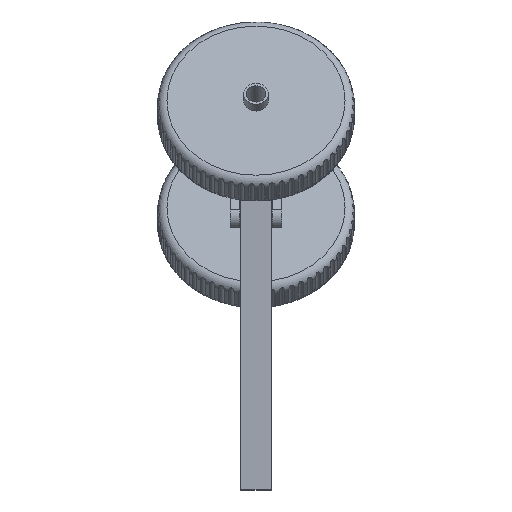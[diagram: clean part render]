
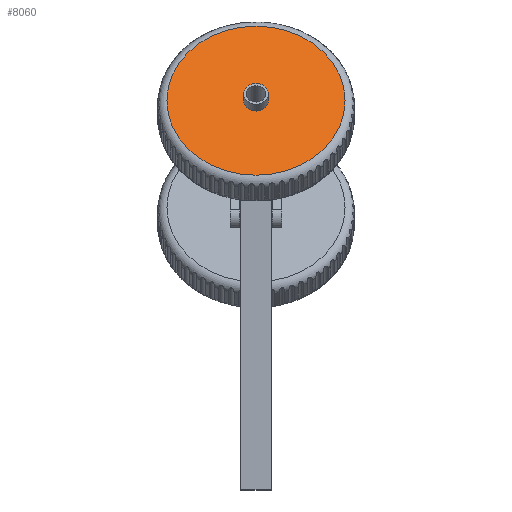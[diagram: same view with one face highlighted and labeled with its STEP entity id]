
A CAD part, top view. The second image highlights one B-rep face of the part: STEP entity #8060.
In plain terms, the highlighted face is planar.
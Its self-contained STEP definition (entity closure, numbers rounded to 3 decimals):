
#128=FACE_BOUND('',#1125,.T.);
#214=PLANE('',#8811);
#656=FACE_OUTER_BOUND('',#1124,.T.);
#1124=EDGE_LOOP('',(#7304));
#1125=EDGE_LOOP('',(#7305));
#1245=CIRCLE('',#8561,8.);
#1370=CIRCLE('',#8809,57.5);
#3412=VERTEX_POINT('',#28320);
#3656=VERTEX_POINT('',#31574);
#4506=EDGE_CURVE('',#3412,#3412,#1245,.T.);
#4872=EDGE_CURVE('',#3656,#3656,#1370,.T.);
#7304=ORIENTED_EDGE('',*,*,#4872,.F.);
#7305=ORIENTED_EDGE('',*,*,#4506,.T.);
#8060=ADVANCED_FACE('',(#656,#128),#214,.T.);
#8561=AXIS2_PLACEMENT_3D('',#28322,#10033,#10034);
#8809=AXIS2_PLACEMENT_3D('',#31575,#10650,#10651);
#8811=AXIS2_PLACEMENT_3D('',#31577,#10654,#10655);
#10033=DIRECTION('center_axis',(0.,-1.,0.));
#10034=DIRECTION('ref_axis',(-1.,0.,0.));
#10650=DIRECTION('center_axis',(0.,-1.,0.));
#10651=DIRECTION('ref_axis',(1.,0.,0.));
#10654=DIRECTION('center_axis',(0.,1.,0.));
#10655=DIRECTION('ref_axis',(1.,0.,0.));
#28320=CARTESIAN_POINT('',(-29.868,25.4,161.952));
#28322=CARTESIAN_POINT('Origin',(-37.868,25.4,161.952));
#31574=CARTESIAN_POINT('',(-37.868,25.4,104.452));
#31575=CARTESIAN_POINT('Origin',(-37.868,25.4,161.952));
#31577=CARTESIAN_POINT('Origin',(-37.868,25.4,161.952));
